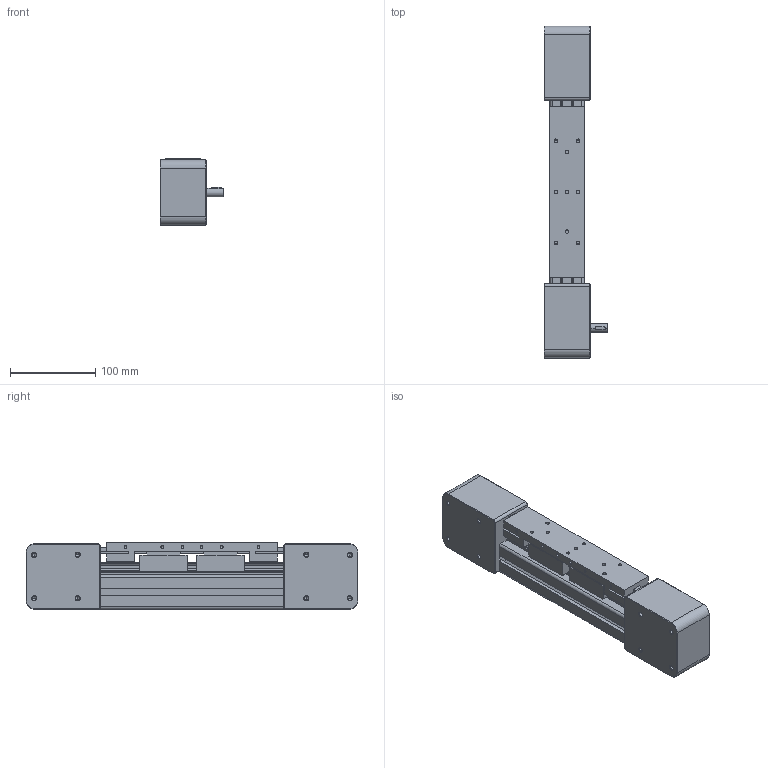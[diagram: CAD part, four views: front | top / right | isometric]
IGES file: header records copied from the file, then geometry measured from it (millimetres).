
Global section: file name: No Iges File Name specified; native system: Autodesk Inventor 2011; preprocessor: AutoDesk Inventor Iges Exporter R2011; author: Matej; date: 20110523.111146; units: millimetre
Bounding box: 75 x 389 x 78 mm (x, y, z)
Volume: 997278.6 mm3; surface area: 266492.5 mm2
Topology: 5 solids, 8 shells, 744 faces, 1939 edges, 1210 vertices
Faces by surface type: plane 360, bspline 163, revolution 132, cylinder 73, cone 16
